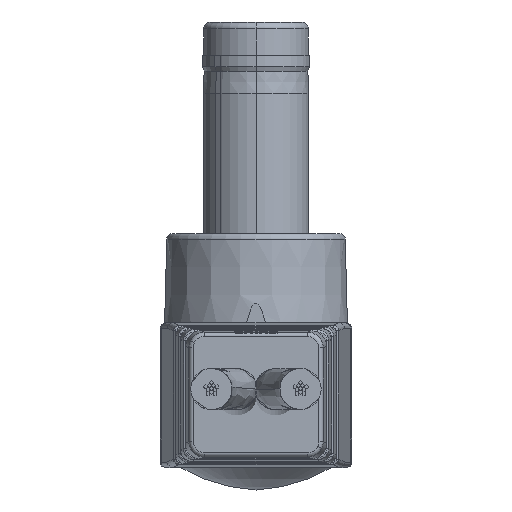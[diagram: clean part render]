
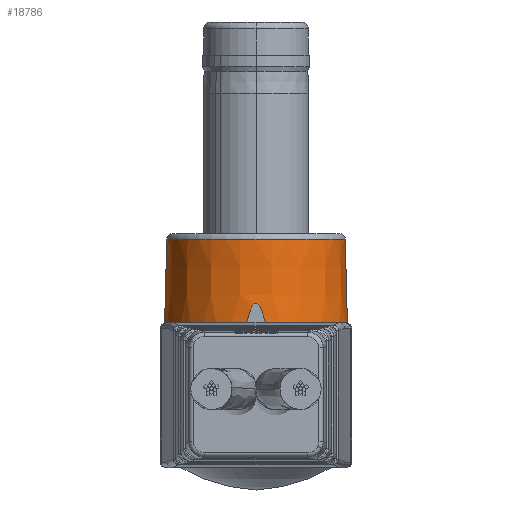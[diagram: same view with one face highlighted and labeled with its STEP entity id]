
A CAD part, top view. The second image highlights one B-rep face of the part: STEP entity #18786.
In plain terms, the highlighted conical face has half-angle 1.432 degrees and reference radius 4 mm.
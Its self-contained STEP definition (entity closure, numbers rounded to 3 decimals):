
#23 = DIRECTION ( 'NONE',  ( 0., 1., -0.025 ) ) ;
#628 = CARTESIAN_POINT ( 'NONE',  ( 4.078, -7.822, 0.339 ) ) ;
#655 = CIRCLE ( 'NONE', #6161, 4.1 ) ;
#789 = CONICAL_SURFACE ( 'NONE', #13796, 4., 0.025 ) ;
#807 = ORIENTED_EDGE ( 'NONE', *, *, #12104, .T. ) ;
#1304 = ORIENTED_EDGE ( 'NONE', *, *, #4025, .F. ) ;
#1429 = DIRECTION ( 'NONE',  ( 0., 1., 0. ) ) ;
#2324 = EDGE_CURVE ( 'NONE', #18035, #10592, #2414, .T. ) ;
#2414 = CIRCLE ( 'NONE', #19338, 4.1 ) ;
#2512 = CARTESIAN_POINT ( 'NONE',  ( 0., -7.501, 0. ) ) ;
#3045 = DIRECTION ( 'NONE',  ( 0., 1., 0.025 ) ) ;
#3371 = AXIS2_PLACEMENT_3D ( 'NONE', #15184, #13344, #10046 ) ;
#3483 = CARTESIAN_POINT ( 'NONE',  ( 0., -11.256, -4.006 ) ) ;
#3781 = CARTESIAN_POINT ( 'NONE',  ( 4.078, -8.28, 0.137 ) ) ;
#3823 = VERTEX_POINT ( 'NONE', #21202 ) ;
#3850 = ORIENTED_EDGE ( 'NONE', *, *, #7873, .T. ) ;
#4025 = EDGE_CURVE ( 'NONE', #12226, #15592, #5083, .T. ) ;
#4507 = VECTOR ( 'NONE', #3045, 1000. ) ;
#4800 = CARTESIAN_POINT ( 'NONE',  ( 0., -7.501, 0. ) ) ;
#5083 = CIRCLE ( 'NONE', #14519, 4.1 ) ;
#5155 = CARTESIAN_POINT ( 'NONE',  ( 0., -7.501, 4.1 ) ) ;
#5160 = FACE_OUTER_BOUND ( 'NONE', #5221, .T. ) ;
#5221 = EDGE_LOOP ( 'NONE', ( #3850, #807, #9275, #18666, #12363, #17065, #1304, #10113 ) ) ;
#5405 = VERTEX_POINT ( 'NONE', #12306 ) ;
#5553 = EDGE_CURVE ( 'NONE', #15592, #6565, #655, .T. ) ;
#5678 = DIRECTION ( 'NONE',  ( 0., 0., 1. ) ) ;
#5718 = CARTESIAN_POINT ( 'NONE',  ( 4.078, -8.058, 0.253 ) ) ;
#6056 = CARTESIAN_POINT ( 'NONE',  ( 1.041, -7.501, 3.966 ) ) ;
#6161 = AXIS2_PLACEMENT_3D ( 'NONE', #4800, #1429, #9633 ) ;
#6565 = VERTEX_POINT ( 'NONE', #10934 ) ;
#7035 = EDGE_CURVE ( 'NONE', #3823, #6565, #17463, .T. ) ;
#7112 = CARTESIAN_POINT ( 'NONE',  ( 4.078, -8.244, 0.16 ) ) ;
#7547 = DIRECTION ( 'NONE',  ( 0., 1., 0. ) ) ;
#7617 = CIRCLE ( 'NONE', #13501, 4.006 ) ;
#7873 = EDGE_CURVE ( 'NONE', #5405, #10741, #7617, .T. ) ;
#8300 = DIRECTION ( 'NONE',  ( 0., 0., 1. ) ) ;
#8379 = CARTESIAN_POINT ( 'NONE',  ( 0., -11.5, 0. ) ) ;
#8711 = DIRECTION ( 'NONE',  ( 0., 0., -1. ) ) ;
#9049 = CARTESIAN_POINT ( 'NONE',  ( 4.078, -7.661, -0.382 ) ) ;
#9179 = EDGE_CURVE ( 'NONE', #5405, #12226, #14309, .T. ) ;
#9275 = ORIENTED_EDGE ( 'NONE', *, *, #2324, .F. ) ;
#9633 = DIRECTION ( 'NONE',  ( 0., 0., 1. ) ) ;
#9768 = CARTESIAN_POINT ( 'NONE',  ( 4.078, -8.055, -0.254 ) ) ;
#9919 = CARTESIAN_POINT ( 'NONE',  ( 0., -11.5, -4. ) ) ;
#10046 = DIRECTION ( 'NONE',  ( 0., 0., 1. ) ) ;
#10113 = ORIENTED_EDGE ( 'NONE', *, *, #9179, .F. ) ;
#10569 = CARTESIAN_POINT ( 'NONE',  ( 4.078, -8.367, -0.043 ) ) ;
#10592 = VERTEX_POINT ( 'NONE', #21015 ) ;
#10741 = VERTEX_POINT ( 'NONE', #3483 ) ;
#10934 = CARTESIAN_POINT ( 'NONE',  ( 4.078, -7.501, 0.421 ) ) ;
#11566 = CARTESIAN_POINT ( 'NONE',  ( 4.078, -8.133, -0.222 ) ) ;
#12104 = EDGE_CURVE ( 'NONE', #10741, #10592, #20578, .T. ) ;
#12210 = CARTESIAN_POINT ( 'NONE',  ( 4.078, -8.135, 0.222 ) ) ;
#12226 = VERTEX_POINT ( 'NONE', #5155 ) ;
#12306 = CARTESIAN_POINT ( 'NONE',  ( 0., -11.256, 4.006 ) ) ;
#12363 = ORIENTED_EDGE ( 'NONE', *, *, #7035, .T. ) ;
#12898 = CARTESIAN_POINT ( 'NONE',  ( 0., -11.5, 4. ) ) ;
#13344 = DIRECTION ( 'NONE',  ( 0., 1., 0. ) ) ;
#13501 = AXIS2_PLACEMENT_3D ( 'NONE', #17165, #15567, #8711 ) ;
#13506 = CARTESIAN_POINT ( 'NONE',  ( 0., -7.501, 0. ) ) ;
#13796 = AXIS2_PLACEMENT_3D ( 'NONE', #8379, #14948, #8300 ) ;
#13927 = CARTESIAN_POINT ( 'NONE',  ( 4.078, -8.341, 0.079 ) ) ;
#14309 = LINE ( 'NONE', #12898, #4507 ) ;
#14509 = CARTESIAN_POINT ( 'NONE',  ( 4.078, -7.82, -0.339 ) ) ;
#14519 = AXIS2_PLACEMENT_3D ( 'NONE', #2512, #7547, #5678 ) ;
#14948 = DIRECTION ( 'NONE',  ( 0., 1., 0. ) ) ;
#15184 = CARTESIAN_POINT ( 'NONE',  ( 0., -7.501, 0. ) ) ;
#15197 = CARTESIAN_POINT ( 'NONE',  ( 4.078, -8.34, -0.081 ) ) ;
#15547 = CARTESIAN_POINT ( 'NONE',  ( 4.078, -7.662, 0.382 ) ) ;
#15567 = DIRECTION ( 'NONE',  ( 0., 1., 0. ) ) ;
#15592 = VERTEX_POINT ( 'NONE', #6056 ) ;
#16173 = VECTOR ( 'NONE', #23, 1000. ) ;
#16579 = CARTESIAN_POINT ( 'NONE',  ( 4.078, -7.501, -0.421 ) ) ;
#16966 = CIRCLE ( 'NONE', #3371, 4.1 ) ;
#17065 = ORIENTED_EDGE ( 'NONE', *, *, #5553, .F. ) ;
#17080 = DIRECTION ( 'NONE',  ( 0., 1., 0. ) ) ;
#17165 = CARTESIAN_POINT ( 'NONE',  ( 0., -11.256, 0. ) ) ;
#17463 = B_SPLINE_CURVE_WITH_KNOTS ( 'NONE', 3,
 ( #16579, #9049, #14509, #9768, #11566, #18210, #20002, #15197, #10569, #20461, #13927, #3781, #7112, #12210, #5718, #628, #15547, #18799 ),
 .UNSPECIFIED., .F., .F.,
 ( 4, 2, 2, 2, 2, 2, 2, 2, 4 ),
 ( 0.006, 0.006, 0.007, 0.007, 0.007, 0.007, 0.007, 0.007, 0.008 ),
 .UNSPECIFIED. ) ;
#18035 = VERTEX_POINT ( 'NONE', #19105 ) ;
#18210 = CARTESIAN_POINT ( 'NONE',  ( 4.078, -8.243, -0.161 ) ) ;
#18666 = ORIENTED_EDGE ( 'NONE', *, *, #21297, .F. ) ;
#18786 = ADVANCED_FACE ( 'NONE', ( #5160 ), #789, .T. ) ;
#18799 = CARTESIAN_POINT ( 'NONE',  ( 4.078, -7.501, 0.421 ) ) ;
#19105 = CARTESIAN_POINT ( 'NONE',  ( 1.041, -7.501, -3.966 ) ) ;
#19338 = AXIS2_PLACEMENT_3D ( 'NONE', #13506, #17080, #20176 ) ;
#20002 = CARTESIAN_POINT ( 'NONE',  ( 4.078, -8.279, -0.138 ) ) ;
#20176 = DIRECTION ( 'NONE',  ( 0., 0., 1. ) ) ;
#20461 = CARTESIAN_POINT ( 'NONE',  ( 4.078, -8.368, 0.042 ) ) ;
#20578 = LINE ( 'NONE', #9919, #16173 ) ;
#21015 = CARTESIAN_POINT ( 'NONE',  ( 0., -7.501, -4.1 ) ) ;
#21202 = CARTESIAN_POINT ( 'NONE',  ( 4.078, -7.501, -0.421 ) ) ;
#21297 = EDGE_CURVE ( 'NONE', #3823, #18035, #16966, .T. ) ;
